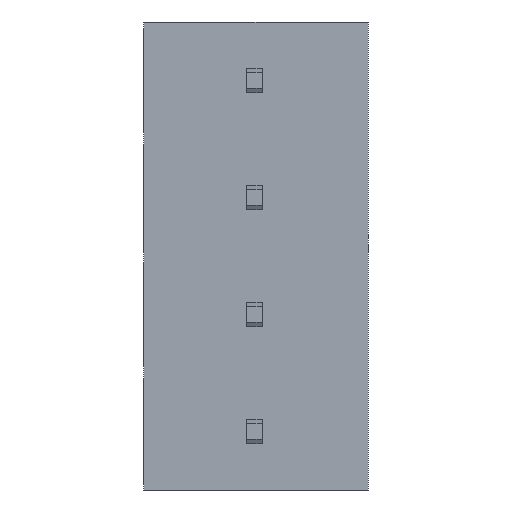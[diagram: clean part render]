
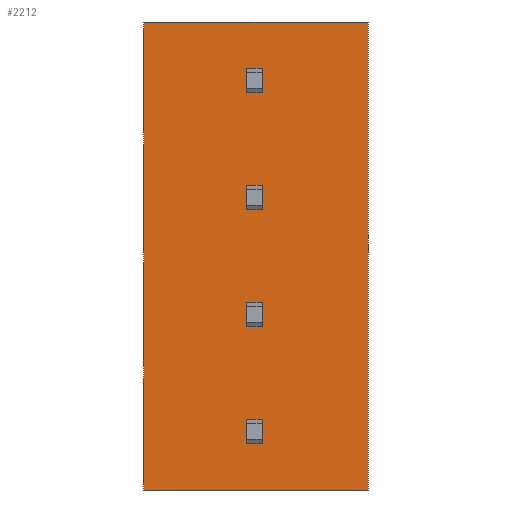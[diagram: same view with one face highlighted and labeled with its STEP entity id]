
A CAD part, front view. The second image highlights one B-rep face of the part: STEP entity #2212.
In plain terms, the highlighted planar face has unit normal (0, -1, 0).
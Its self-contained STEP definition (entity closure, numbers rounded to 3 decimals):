
#53=DIRECTION('',(1.,0.,0.));
#54=VECTOR('',#53,0.5);
#55=CARTESIAN_POINT('',(-0.25,0.,-0.4));
#56=LINE('',#55,#54);
#57=DIRECTION('',(0.,0.,1.));
#58=VECTOR('',#57,0.8);
#59=CARTESIAN_POINT('',(0.25,0.,-0.4));
#60=LINE('',#59,#58);
#61=DIRECTION('',(-1.,0.,0.));
#62=VECTOR('',#61,0.5);
#63=CARTESIAN_POINT('',(0.25,0.,0.4));
#64=LINE('',#63,#62);
#65=DIRECTION('',(0.,0.,-1.));
#66=VECTOR('',#65,0.8);
#67=CARTESIAN_POINT('',(-0.25,0.,0.4));
#68=LINE('',#67,#66);
#69=DIRECTION('',(1.,0.,0.));
#70=VECTOR('',#69,7.3);
#71=CARTESIAN_POINT('',(-3.6,0.,13.335));
#72=LINE('',#71,#70);
#73=DIRECTION('',(-1.,0.,0.));
#74=VECTOR('',#73,7.3);
#75=CARTESIAN_POINT('',(3.7,0.,-1.905));
#76=LINE('',#75,#74);
#77=DIRECTION('',(0.,0.,-1.));
#78=VECTOR('',#77,15.24);
#79=CARTESIAN_POINT('',(-3.6,0.,13.335));
#80=LINE('',#79,#78);
#81=DIRECTION('',(0.,0.,1.));
#82=VECTOR('',#81,0.8);
#83=CARTESIAN_POINT('',(0.25,0.,3.41));
#84=LINE('',#83,#82);
#85=DIRECTION('',(-1.,0.,0.));
#86=VECTOR('',#85,0.5);
#87=CARTESIAN_POINT('',(0.25,0.,4.21));
#88=LINE('',#87,#86);
#89=DIRECTION('',(0.,0.,-1.));
#90=VECTOR('',#89,0.8);
#91=CARTESIAN_POINT('',(-0.25,0.,4.21));
#92=LINE('',#91,#90);
#93=DIRECTION('',(-1.,0.,0.));
#94=VECTOR('',#93,0.5);
#95=CARTESIAN_POINT('',(0.25,0.,3.41));
#96=LINE('',#95,#94);
#97=DIRECTION('',(0.,0.,1.));
#98=VECTOR('',#97,0.8);
#99=CARTESIAN_POINT('',(0.25,0.,7.22));
#100=LINE('',#99,#98);
#101=DIRECTION('',(-1.,0.,0.));
#102=VECTOR('',#101,0.5);
#103=CARTESIAN_POINT('',(0.25,0.,8.02));
#104=LINE('',#103,#102);
#105=DIRECTION('',(0.,0.,-1.));
#106=VECTOR('',#105,0.8);
#107=CARTESIAN_POINT('',(-0.25,0.,8.02));
#108=LINE('',#107,#106);
#109=DIRECTION('',(-1.,0.,0.));
#110=VECTOR('',#109,0.5);
#111=CARTESIAN_POINT('',(0.25,0.,7.22));
#112=LINE('',#111,#110);
#113=DIRECTION('',(0.,0.,1.));
#114=VECTOR('',#113,0.8);
#115=CARTESIAN_POINT('',(0.25,0.,11.03));
#116=LINE('',#115,#114);
#117=DIRECTION('',(-1.,0.,0.));
#118=VECTOR('',#117,0.5);
#119=CARTESIAN_POINT('',(0.25,0.,11.83));
#120=LINE('',#119,#118);
#121=DIRECTION('',(0.,0.,-1.));
#122=VECTOR('',#121,0.8);
#123=CARTESIAN_POINT('',(-0.25,0.,11.83));
#124=LINE('',#123,#122);
#125=DIRECTION('',(-1.,0.,0.));
#126=VECTOR('',#125,0.5);
#127=CARTESIAN_POINT('',(0.25,0.,11.03));
#128=LINE('',#127,#126);
#185=DIRECTION('',(0.,0.,-1.));
#186=VECTOR('',#185,15.24);
#187=CARTESIAN_POINT('',(3.7,0.,13.335));
#188=LINE('',#187,#186);
#1730=CARTESIAN_POINT('',(3.7,0.,13.335));
#1732=VERTEX_POINT('',#1730);
#1748=CARTESIAN_POINT('',(-3.6,0.,13.335));
#1749=VERTEX_POINT('',#1748);
#1750=CARTESIAN_POINT('',(3.7,0.,-1.905));
#1752=VERTEX_POINT('',#1750);
#1768=CARTESIAN_POINT('',(-3.6,0.,-1.905));
#1769=VERTEX_POINT('',#1768);
#1847=CARTESIAN_POINT('',(-0.25,0.,0.4));
#1848=CARTESIAN_POINT('',(-0.25,0.,-0.4));
#1849=VERTEX_POINT('',#1847);
#1850=VERTEX_POINT('',#1848);
#1851=CARTESIAN_POINT('',(0.25,0.,-0.4));
#1852=CARTESIAN_POINT('',(0.25,0.,0.4));
#1853=VERTEX_POINT('',#1851);
#1854=VERTEX_POINT('',#1852);
#1908=CARTESIAN_POINT('',(0.25,0.,4.21));
#1909=VERTEX_POINT('',#1908);
#1910=CARTESIAN_POINT('',(0.25,0.,3.41));
#1911=VERTEX_POINT('',#1910);
#1912=CARTESIAN_POINT('',(-0.25,0.,4.21));
#1913=VERTEX_POINT('',#1912);
#1914=CARTESIAN_POINT('',(-0.25,0.,3.41));
#1915=VERTEX_POINT('',#1914);
#1998=CARTESIAN_POINT('',(0.25,0.,8.02));
#1999=VERTEX_POINT('',#1998);
#2000=CARTESIAN_POINT('',(0.25,0.,7.22));
#2001=VERTEX_POINT('',#2000);
#2002=CARTESIAN_POINT('',(-0.25,0.,8.02));
#2003=VERTEX_POINT('',#2002);
#2004=CARTESIAN_POINT('',(-0.25,0.,7.22));
#2005=VERTEX_POINT('',#2004);
#2088=CARTESIAN_POINT('',(0.25,0.,11.83));
#2089=VERTEX_POINT('',#2088);
#2090=CARTESIAN_POINT('',(0.25,0.,11.03));
#2091=VERTEX_POINT('',#2090);
#2092=CARTESIAN_POINT('',(-0.25,0.,11.83));
#2093=VERTEX_POINT('',#2092);
#2094=CARTESIAN_POINT('',(-0.25,0.,11.03));
#2095=VERTEX_POINT('',#2094);
#2158=CARTESIAN_POINT('',(-3.6,0.,13.335));
#2159=DIRECTION('',(0.,-1.,0.));
#2160=DIRECTION('',(1.,0.,0.));
#2161=AXIS2_PLACEMENT_3D('',#2158,#2159,#2160);
#2162=PLANE('',#2161);
#2163=ORIENTED_EDGE('',*,*,#2135,.T.);
#2165=ORIENTED_EDGE('',*,*,#2164,.T.);
#2167=ORIENTED_EDGE('',*,*,#2166,.T.);
#2169=ORIENTED_EDGE('',*,*,#2168,.F.);
#2170=EDGE_LOOP('',(#2163,#2165,#2167,#2169));
#2171=FACE_OUTER_BOUND('',#2170,.F.);
#2173=ORIENTED_EDGE('',*,*,#2172,.T.);
#2175=ORIENTED_EDGE('',*,*,#2174,.T.);
#2177=ORIENTED_EDGE('',*,*,#2176,.T.);
#2179=ORIENTED_EDGE('',*,*,#2178,.T.);
#2180=EDGE_LOOP('',(#2173,#2175,#2177,#2179));
#2181=FACE_BOUND('',#2180,.F.);
#2183=ORIENTED_EDGE('',*,*,#2182,.T.);
#2185=ORIENTED_EDGE('',*,*,#2184,.T.);
#2187=ORIENTED_EDGE('',*,*,#2186,.T.);
#2189=ORIENTED_EDGE('',*,*,#2188,.F.);
#2190=EDGE_LOOP('',(#2183,#2185,#2187,#2189));
#2191=FACE_BOUND('',#2190,.F.);
#2193=ORIENTED_EDGE('',*,*,#2192,.T.);
#2195=ORIENTED_EDGE('',*,*,#2194,.T.);
#2197=ORIENTED_EDGE('',*,*,#2196,.T.);
#2199=ORIENTED_EDGE('',*,*,#2198,.F.);
#2200=EDGE_LOOP('',(#2193,#2195,#2197,#2199));
#2201=FACE_BOUND('',#2200,.F.);
#2203=ORIENTED_EDGE('',*,*,#2202,.T.);
#2205=ORIENTED_EDGE('',*,*,#2204,.T.);
#2207=ORIENTED_EDGE('',*,*,#2206,.T.);
#2209=ORIENTED_EDGE('',*,*,#2208,.F.);
#2210=EDGE_LOOP('',(#2203,#2205,#2207,#2209));
#2211=FACE_BOUND('',#2210,.F.);
#2135=EDGE_CURVE('',#1749,#1732,#72,.T.);
#2164=EDGE_CURVE('',#1732,#1752,#188,.T.);
#2166=EDGE_CURVE('',#1752,#1769,#76,.T.);
#2168=EDGE_CURVE('',#1749,#1769,#80,.T.);
#2172=EDGE_CURVE('',#1850,#1853,#56,.T.);
#2174=EDGE_CURVE('',#1853,#1854,#60,.T.);
#2176=EDGE_CURVE('',#1854,#1849,#64,.T.);
#2178=EDGE_CURVE('',#1849,#1850,#68,.T.);
#2182=EDGE_CURVE('',#1911,#1909,#84,.T.);
#2184=EDGE_CURVE('',#1909,#1913,#88,.T.);
#2186=EDGE_CURVE('',#1913,#1915,#92,.T.);
#2188=EDGE_CURVE('',#1911,#1915,#96,.T.);
#2192=EDGE_CURVE('',#2001,#1999,#100,.T.);
#2194=EDGE_CURVE('',#1999,#2003,#104,.T.);
#2196=EDGE_CURVE('',#2003,#2005,#108,.T.);
#2198=EDGE_CURVE('',#2001,#2005,#112,.T.);
#2202=EDGE_CURVE('',#2091,#2089,#116,.T.);
#2204=EDGE_CURVE('',#2089,#2093,#120,.T.);
#2206=EDGE_CURVE('',#2093,#2095,#124,.T.);
#2208=EDGE_CURVE('',#2091,#2095,#128,.T.);
#2212=ADVANCED_FACE('',(#2171,#2181,#2191,#2201,#2211),#2162,.T.);
